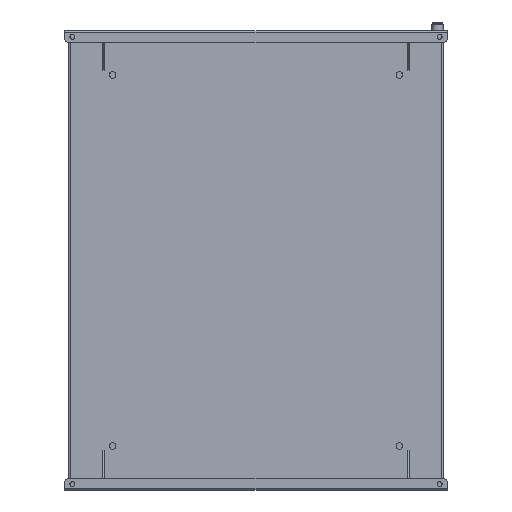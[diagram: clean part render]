
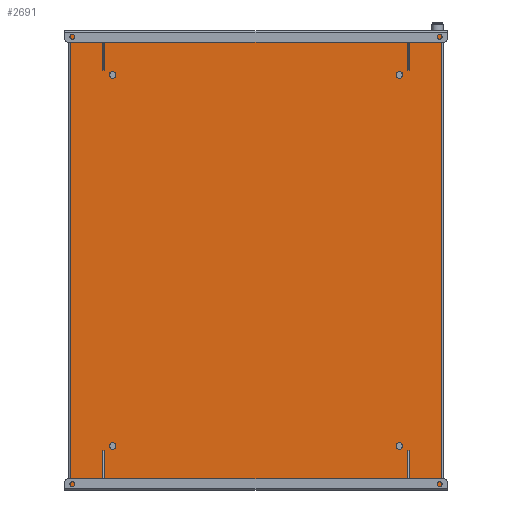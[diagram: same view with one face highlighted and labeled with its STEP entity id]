
A CAD part, front view. The second image highlights one B-rep face of the part: STEP entity #2691.
In plain terms, the highlighted planar face has unit normal (0, -1, 0).
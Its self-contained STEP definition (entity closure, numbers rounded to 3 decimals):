
#29 = AXIS2_PLACEMENT_3D ( 'NONE', #1277, #2743, #4514 ) ;
#31 = EDGE_CURVE ( 'NONE', #916, #5356, #5594, .T. ) ;
#66 = VERTEX_POINT ( 'NONE', #129 ) ;
#121 = EDGE_CURVE ( 'NONE', #1444, #5446, #1741, .T. ) ;
#129 = CARTESIAN_POINT ( 'NONE',  ( 375., 0., 1087.5 ) ) ;
#192 = ORIENTED_EDGE ( 'NONE', *, *, #2755, .T. ) ;
#240 = PLANE ( 'NONE',  #441 ) ;
#314 = CIRCLE ( 'NONE', #4241, 5.5 ) ;
#316 = VECTOR ( 'NONE', #5248, 1000. ) ;
#321 = VERTEX_POINT ( 'NONE', #4130 ) ;
#348 = FACE_BOUND ( 'NONE', #3513, .T. ) ;
#349 = ORIENTED_EDGE ( 'NONE', *, *, #607, .F. ) ;
#360 = ORIENTED_EDGE ( 'NONE', *, *, #4276, .F. ) ;
#409 = DIRECTION ( 'NONE',  ( 0., 0., 1. ) ) ;
#426 = ORIENTED_EDGE ( 'NONE', *, *, #121, .F. ) ;
#441 = AXIS2_PLACEMENT_3D ( 'NONE', #2900, #2042, #5467 ) ;
#493 = LINE ( 'NONE', #2220, #2933 ) ;
#529 = CARTESIAN_POINT ( 'NONE',  ( 375., 0., 1082. ) ) ;
#607 = EDGE_CURVE ( 'NONE', #66, #4190, #2852, .T. ) ;
#692 = LINE ( 'NONE', #2908, #984 ) ;
#838 = EDGE_CURVE ( 'NONE', #5446, #1444, #314, .T. ) ;
#849 = CARTESIAN_POINT ( 'NONE',  ( -486.25, 0., 0. ) ) ;
#887 = VERTEX_POINT ( 'NONE', #3844 ) ;
#916 = VERTEX_POINT ( 'NONE', #4653 ) ;
#931 = CIRCLE ( 'NONE', #1945, 5.5 ) ;
#941 = CIRCLE ( 'NONE', #4445, 5.5 ) ;
#984 = VECTOR ( 'NONE', #3814, 1000. ) ;
#1114 = AXIS2_PLACEMENT_3D ( 'NONE', #529, #3143, #409 ) ;
#1277 = CARTESIAN_POINT ( 'NONE',  ( -375., 0., 1082. ) ) ;
#1291 = DIRECTION ( 'NONE',  ( 1., 0., 0. ) ) ;
#1307 = DIRECTION ( 'NONE',  ( 0., -1., 0. ) ) ;
#1350 = EDGE_CURVE ( 'NONE', #1576, #321, #931, .T. ) ;
#1444 = VERTEX_POINT ( 'NONE', #2524 ) ;
#1517 = VERTEX_POINT ( 'NONE', #5083 ) ;
#1576 = VERTEX_POINT ( 'NONE', #3107 ) ;
#1603 = EDGE_CURVE ( 'NONE', #887, #2367, #3423, .T. ) ;
#1675 = EDGE_CURVE ( 'NONE', #1940, #1517, #493, .T. ) ;
#1741 = CIRCLE ( 'NONE', #29, 5.5 ) ;
#1858 = CARTESIAN_POINT ( 'NONE',  ( -375., 0., 1082. ) ) ;
#1940 = VERTEX_POINT ( 'NONE', #849 ) ;
#1945 = AXIS2_PLACEMENT_3D ( 'NONE', #3362, #3306, #5054 ) ;
#1960 = FACE_BOUND ( 'NONE', #5063, .T. ) ;
#2042 = DIRECTION ( 'NONE',  ( 0., 1., 0. ) ) ;
#2092 = DIRECTION ( 'NONE',  ( 0., 0., 1. ) ) ;
#2220 = CARTESIAN_POINT ( 'NONE',  ( -486.25, 0., 0. ) ) ;
#2233 = AXIS2_PLACEMENT_3D ( 'NONE', #3471, #3033, #2092 ) ;
#2279 = DIRECTION ( 'NONE',  ( 0., 0., 1. ) ) ;
#2367 = VERTEX_POINT ( 'NONE', #3577 ) ;
#2523 = LINE ( 'NONE', #5152, #5036 ) ;
#2524 = CARTESIAN_POINT ( 'NONE',  ( -375., 0., 1076.5 ) ) ;
#2691 = ADVANCED_FACE ( 'NONE', ( #1960, #348, #2875, #5495, #5441 ), #240, .F. ) ;
#2743 = DIRECTION ( 'NONE',  ( 0., -1., 0. ) ) ;
#2747 = ORIENTED_EDGE ( 'NONE', *, *, #1603, .F. ) ;
#2755 = EDGE_CURVE ( 'NONE', #1940, #2367, #2523, .T. ) ;
#2852 = CIRCLE ( 'NONE', #1114, 5.5 ) ;
#2862 = ORIENTED_EDGE ( 'NONE', *, *, #838, .F. ) ;
#2875 = FACE_OUTER_BOUND ( 'NONE', #3219, .T. ) ;
#2900 = CARTESIAN_POINT ( 'NONE',  ( -490., 0., 1194. ) ) ;
#2908 = CARTESIAN_POINT ( 'NONE',  ( -490., 0., 1194. ) ) ;
#2933 = VECTOR ( 'NONE', #2279, 1000. ) ;
#3000 = DIRECTION ( 'NONE',  ( 0., 0., 1. ) ) ;
#3010 = ORIENTED_EDGE ( 'NONE', *, *, #5330, .F. ) ;
#3033 = DIRECTION ( 'NONE',  ( 0., -1., 0. ) ) ;
#3069 = ORIENTED_EDGE ( 'NONE', *, *, #3103, .F. ) ;
#3103 = EDGE_CURVE ( 'NONE', #1517, #887, #692, .T. ) ;
#3107 = CARTESIAN_POINT ( 'NONE',  ( 375., 0., 117.5 ) ) ;
#3116 = DIRECTION ( 'NONE',  ( 0., -1., 0. ) ) ;
#3143 = DIRECTION ( 'NONE',  ( 0., -1., 0. ) ) ;
#3219 = EDGE_LOOP ( 'NONE', ( #4263, #192, #2747, #3069 ) ) ;
#3262 = DIRECTION ( 'NONE',  ( 0., -1., 0. ) ) ;
#3268 = ORIENTED_EDGE ( 'NONE', *, *, #5615, .F. ) ;
#3306 = DIRECTION ( 'NONE',  ( 0., -1., 0. ) ) ;
#3362 = CARTESIAN_POINT ( 'NONE',  ( 375., 0., 112. ) ) ;
#3404 = DIRECTION ( 'NONE',  ( 0., -1., 0. ) ) ;
#3423 = LINE ( 'NONE', #5186, #316 ) ;
#3435 = CIRCLE ( 'NONE', #4191, 5.5 ) ;
#3471 = CARTESIAN_POINT ( 'NONE',  ( 375., 0., 112. ) ) ;
#3513 = EDGE_LOOP ( 'NONE', ( #2862, #426 ) ) ;
#3577 = CARTESIAN_POINT ( 'NONE',  ( 486.25, 0., 0. ) ) ;
#3684 = DIRECTION ( 'NONE',  ( 0., 0., 1. ) ) ;
#3814 = DIRECTION ( 'NONE',  ( 1., 0., 0. ) ) ;
#3844 = CARTESIAN_POINT ( 'NONE',  ( 486.25, 0., 1194. ) ) ;
#3863 = AXIS2_PLACEMENT_3D ( 'NONE', #4052, #1307, #4334 ) ;
#3974 = CARTESIAN_POINT ( 'NONE',  ( -375., 0., 117.5 ) ) ;
#3978 = CARTESIAN_POINT ( 'NONE',  ( 375., 0., 1076.5 ) ) ;
#4052 = CARTESIAN_POINT ( 'NONE',  ( -375., 0., 112. ) ) ;
#4064 = CARTESIAN_POINT ( 'NONE',  ( 375., 0., 1082. ) ) ;
#4130 = CARTESIAN_POINT ( 'NONE',  ( 375., 0., 106.5 ) ) ;
#4190 = VERTEX_POINT ( 'NONE', #3978 ) ;
#4191 = AXIS2_PLACEMENT_3D ( 'NONE', #4064, #3116, #3684 ) ;
#4241 = AXIS2_PLACEMENT_3D ( 'NONE', #1858, #3262, #5034 ) ;
#4263 = ORIENTED_EDGE ( 'NONE', *, *, #1675, .F. ) ;
#4276 = EDGE_CURVE ( 'NONE', #321, #1576, #4451, .T. ) ;
#4334 = DIRECTION ( 'NONE',  ( 0., 0., 1. ) ) ;
#4371 = CARTESIAN_POINT ( 'NONE',  ( -375., 0., 112. ) ) ;
#4376 = EDGE_LOOP ( 'NONE', ( #3010, #5139 ) ) ;
#4445 = AXIS2_PLACEMENT_3D ( 'NONE', #4371, #3404, #3000 ) ;
#4451 = CIRCLE ( 'NONE', #2233, 5.5 ) ;
#4514 = DIRECTION ( 'NONE',  ( 0., 0., 1. ) ) ;
#4653 = CARTESIAN_POINT ( 'NONE',  ( -375., 0., 106.5 ) ) ;
#4802 = CARTESIAN_POINT ( 'NONE',  ( -375., 0., 1087.5 ) ) ;
#5032 = EDGE_LOOP ( 'NONE', ( #5171, #360 ) ) ;
#5034 = DIRECTION ( 'NONE',  ( 0., 0., 1. ) ) ;
#5036 = VECTOR ( 'NONE', #1291, 1000. ) ;
#5054 = DIRECTION ( 'NONE',  ( 0., 0., 1. ) ) ;
#5063 = EDGE_LOOP ( 'NONE', ( #349, #3268 ) ) ;
#5083 = CARTESIAN_POINT ( 'NONE',  ( -486.25, 0., 1194. ) ) ;
#5139 = ORIENTED_EDGE ( 'NONE', *, *, #31, .F. ) ;
#5152 = CARTESIAN_POINT ( 'NONE',  ( -490., 0., 0. ) ) ;
#5171 = ORIENTED_EDGE ( 'NONE', *, *, #1350, .F. ) ;
#5186 = CARTESIAN_POINT ( 'NONE',  ( 486.25, 0., 1194. ) ) ;
#5248 = DIRECTION ( 'NONE',  ( 0., 0., -1. ) ) ;
#5330 = EDGE_CURVE ( 'NONE', #5356, #916, #941, .T. ) ;
#5356 = VERTEX_POINT ( 'NONE', #3974 ) ;
#5441 = FACE_BOUND ( 'NONE', #5032, .T. ) ;
#5446 = VERTEX_POINT ( 'NONE', #4802 ) ;
#5467 = DIRECTION ( 'NONE',  ( 0., 0., 1. ) ) ;
#5495 = FACE_BOUND ( 'NONE', #4376, .T. ) ;
#5594 = CIRCLE ( 'NONE', #3863, 5.5 ) ;
#5615 = EDGE_CURVE ( 'NONE', #4190, #66, #3435, .T. ) ;
